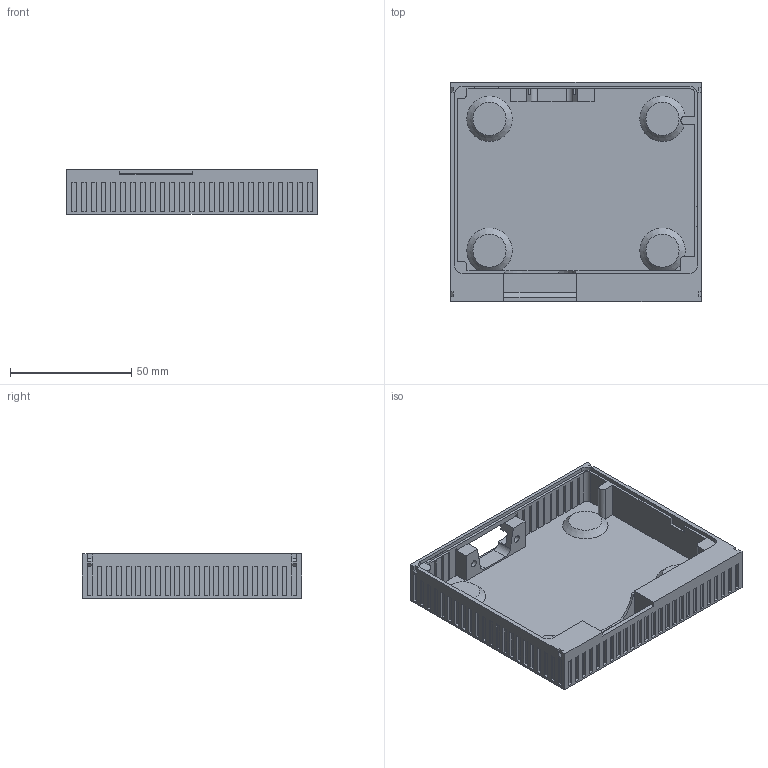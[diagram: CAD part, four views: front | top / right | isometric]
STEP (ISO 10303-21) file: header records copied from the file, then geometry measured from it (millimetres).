
FILE_DESCRIPTION(/* description */ (''),/* implementation_level */ '2;1');
FILE_NAME(/* name */ 'TinyLama_rev2.1_case_bottom.step',/* time_stamp */ '2023-04-25T10:46:35+02:00',/* author */ (''),/* organization */ (''),/* preprocessor_version */ 'ST-DEVELOPER v19.2',/* originating_system */ 'Autodesk Translation Framework v12.4.0.73',/* authorisation */ '');
FILE_SCHEMA (('AUTOMOTIVE_DESIGN { 1 0 10303 214 3 1 1 }'));
Length unit declared in the file: millimetre
Products named in the file (2): TinyLama_rev2.1; CaseBottom
Assembly tree (1 placements, depth 2):
  TinyLama_rev2.1
    CaseBottom
Bounding box: 103.4 x 90.4 x 18.2 mm (x, y, z)
Volume: 42940.1 mm3; surface area: 35389.4 mm2
Topology: 1 solids, 1 shells, 503 faces, 1325 edges, 882 vertices
Faces by surface type: plane 480, cylinder 19, cone 4
Full cylindrical faces by diameter (mm): 2.85 x2, 12.7 x4
Entity records: 15380 total; most frequent: CARTESIAN_POINT 2754, ORIENTED_EDGE 2650, DIRECTION 2383, EDGE_CURVE 1325, LINE 1269, VECTOR 1269, VERTEX_POINT 882, EDGE_LOOP 597
